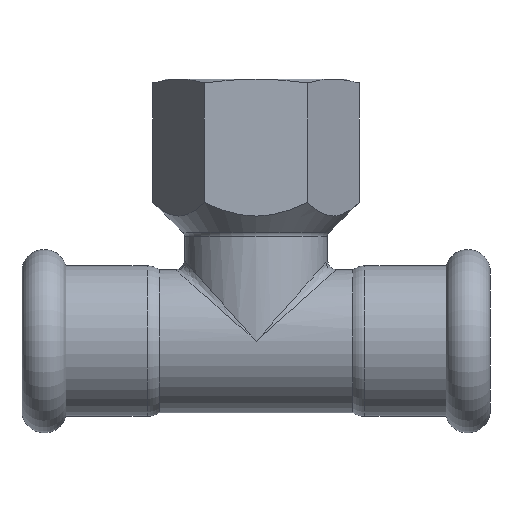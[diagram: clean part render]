
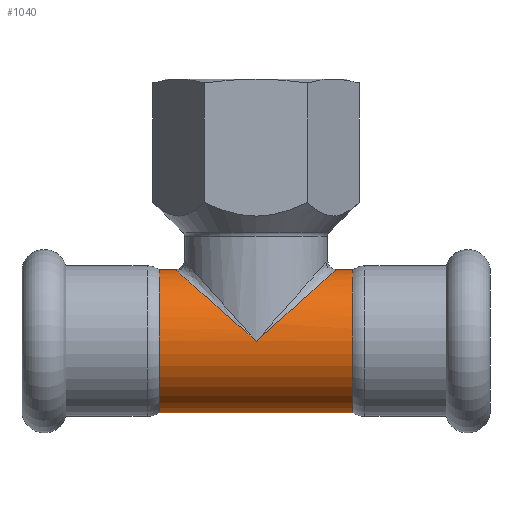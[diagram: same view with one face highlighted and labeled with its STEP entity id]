
A CAD part, front view. The second image highlights one B-rep face of the part: STEP entity #1040.
In plain terms, the highlighted cylindrical face has radius 12 mm (diameter 24 mm), a full revolution.
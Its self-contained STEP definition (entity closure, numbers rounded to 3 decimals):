
#17=ELLIPSE('',#1181,18.062,12.);
#19=ELLIPSE('',#1183,18.062,12.);
#91=LINE('',#2273,#124);
#92=LINE('',#2275,#125);
#124=VECTOR('',#1491,12.);
#125=VECTOR('',#1492,12.);
#148=CYLINDRICAL_SURFACE('',#1186,12.);
#194=FACE_OUTER_BOUND('',#250,.T.);
#250=EDGE_LOOP('',(#871,#872,#873,#874,#875,#876,#877,#878,#879,#880,#881,
#882));
#335=CIRCLE('',#1187,12.);
#336=CIRCLE('',#1188,12.);
#337=CIRCLE('',#1189,12.);
#338=CIRCLE('',#1190,12.);
#339=CIRCLE('',#1191,12.);
#340=CIRCLE('',#1192,12.);
#452=VERTEX_POINT('',#2205);
#454=VERTEX_POINT('',#2208);
#455=VERTEX_POINT('',#2268);
#456=VERTEX_POINT('',#2269);
#457=VERTEX_POINT('',#2271);
#458=VERTEX_POINT('',#2274);
#459=VERTEX_POINT('',#2276);
#460=VERTEX_POINT('',#2278);
#602=EDGE_CURVE('',#454,#452,#17,.T.);
#604=EDGE_CURVE('',#452,#454,#19,.T.);
#607=EDGE_CURVE('',#455,#456,#335,.T.);
#608=EDGE_CURVE('',#457,#455,#336,.T.);
#609=EDGE_CURVE('',#457,#454,#91,.T.);
#610=EDGE_CURVE('',#454,#458,#92,.T.);
#611=EDGE_CURVE('',#458,#459,#337,.T.);
#612=EDGE_CURVE('',#459,#460,#338,.T.);
#613=EDGE_CURVE('',#460,#458,#339,.T.);
#614=EDGE_CURVE('',#456,#457,#340,.T.);
#871=ORIENTED_EDGE('',*,*,#607,.F.);
#872=ORIENTED_EDGE('',*,*,#608,.F.);
#873=ORIENTED_EDGE('',*,*,#609,.T.);
#874=ORIENTED_EDGE('',*,*,#610,.T.);
#875=ORIENTED_EDGE('',*,*,#611,.T.);
#876=ORIENTED_EDGE('',*,*,#612,.T.);
#877=ORIENTED_EDGE('',*,*,#613,.T.);
#878=ORIENTED_EDGE('',*,*,#610,.F.);
#879=ORIENTED_EDGE('',*,*,#604,.F.);
#880=ORIENTED_EDGE('',*,*,#602,.F.);
#881=ORIENTED_EDGE('',*,*,#609,.F.);
#882=ORIENTED_EDGE('',*,*,#614,.F.);
#1040=ADVANCED_FACE('',(#194),#148,.T.);
#1181=AXIS2_PLACEMENT_3D('',#2210,#1473,#1474);
#1183=AXIS2_PLACEMENT_3D('',#2262,#1477,#1478);
#1186=AXIS2_PLACEMENT_3D('',#2267,#1485,#1486);
#1187=AXIS2_PLACEMENT_3D('',#2270,#1487,#1488);
#1188=AXIS2_PLACEMENT_3D('',#2272,#1489,#1490);
#1189=AXIS2_PLACEMENT_3D('',#2277,#1493,#1494);
#1190=AXIS2_PLACEMENT_3D('',#2279,#1495,#1496);
#1191=AXIS2_PLACEMENT_3D('',#2280,#1497,#1498);
#1192=AXIS2_PLACEMENT_3D('',#2281,#1499,#1500);
#1473=DIRECTION('center_axis',(-0.664,0.,0.747));
#1474=DIRECTION('ref_axis',(0.747,0.,0.664));
#1477=DIRECTION('center_axis',(0.664,0.,0.747));
#1478=DIRECTION('ref_axis',(-0.747,0.,0.664));
#1485=DIRECTION('center_axis',(1.,0.,0.));
#1486=DIRECTION('ref_axis',(0.,1.,0.));
#1487=DIRECTION('center_axis',(1.,0.,0.));
#1488=DIRECTION('ref_axis',(0.,1.,0.));
#1489=DIRECTION('center_axis',(1.,0.,0.));
#1490=DIRECTION('ref_axis',(0.,1.,0.));
#1491=DIRECTION('',(-1.,0.,0.));
#1492=DIRECTION('',(-1.,0.,0.));
#1493=DIRECTION('center_axis',(1.,0.,0.));
#1494=DIRECTION('ref_axis',(0.,1.,0.));
#1495=DIRECTION('center_axis',(1.,0.,0.));
#1496=DIRECTION('ref_axis',(0.,1.,0.));
#1497=DIRECTION('center_axis',(1.,0.,0.));
#1498=DIRECTION('ref_axis',(0.,1.,0.));
#1499=DIRECTION('center_axis',(1.,0.,0.));
#1500=DIRECTION('ref_axis',(0.,1.,0.));
#2205=CARTESIAN_POINT('',(0.,12.,0.));
#2208=CARTESIAN_POINT('',(0.,-12.,0.));
#2210=CARTESIAN_POINT('Origin',(0.,0.,0.));
#2262=CARTESIAN_POINT('Origin',(0.,0.,0.));
#2267=CARTESIAN_POINT('Origin',(12.534,0.,0.));
#2268=CARTESIAN_POINT('',(16.268,12.,0.));
#2269=CARTESIAN_POINT('',(16.268,0.,12.));
#2270=CARTESIAN_POINT('Origin',(16.268,0.,0.));
#2271=CARTESIAN_POINT('',(16.268,-12.,0.));
#2272=CARTESIAN_POINT('Origin',(16.268,0.,0.));
#2273=CARTESIAN_POINT('',(12.534,-12.,0.));
#2274=CARTESIAN_POINT('',(-16.268,-12.,0.));
#2275=CARTESIAN_POINT('',(12.534,-12.,0.));
#2276=CARTESIAN_POINT('',(-16.268,12.,0.));
#2277=CARTESIAN_POINT('Origin',(-16.268,0.,0.));
#2278=CARTESIAN_POINT('',(-16.268,0.,12.));
#2279=CARTESIAN_POINT('Origin',(-16.268,0.,0.));
#2280=CARTESIAN_POINT('Origin',(-16.268,0.,0.));
#2281=CARTESIAN_POINT('Origin',(16.268,0.,0.));
